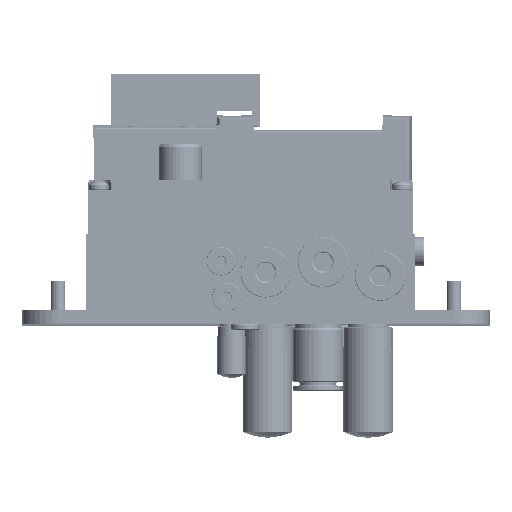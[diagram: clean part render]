
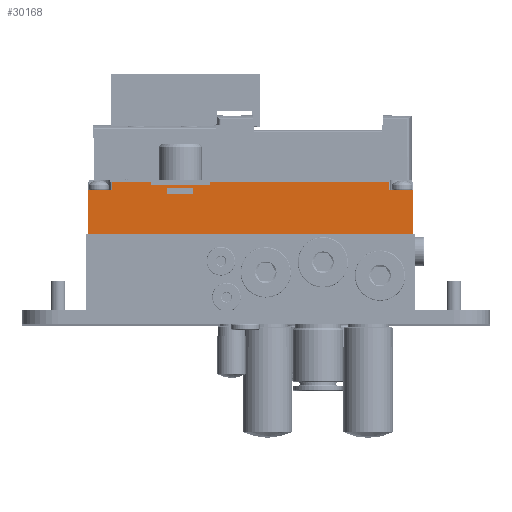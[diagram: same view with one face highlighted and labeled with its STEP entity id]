
A CAD part, top view. The second image highlights one B-rep face of the part: STEP entity #30168.
In plain terms, the highlighted planar face has unit normal (0, 0, 1).
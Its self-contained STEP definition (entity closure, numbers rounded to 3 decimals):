
#1824=FACE_BOUND('',#8029,.T.);
#5437=FACE_OUTER_BOUND('',#8028,.T.);
#8028=EDGE_LOOP('',(#25284,#25285,#25286,#25287,#25288,#25289,#25290,#25291,
#25292,#25293,#25294,#25295));
#8029=EDGE_LOOP('',(#25296,#25297,#25298,#25299));
#10457=LINE('',#49883,#12692);
#10460=LINE('',#49889,#12695);
#10466=LINE('',#49900,#12701);
#10467=LINE('',#49903,#12702);
#10468=LINE('',#49905,#12703);
#10469=LINE('',#49907,#12704);
#10470=LINE('',#49909,#12705);
#10471=LINE('',#49911,#12706);
#10472=LINE('',#49913,#12707);
#10473=LINE('',#49915,#12708);
#10474=LINE('',#49917,#12709);
#10475=LINE('',#49918,#12710);
#10476=LINE('',#49921,#12711);
#10477=LINE('',#49923,#12712);
#10478=LINE('',#49925,#12713);
#10479=LINE('',#49926,#12714);
#12692=VECTOR('',#40365,10.);
#12695=VECTOR('',#40370,10.);
#12701=VECTOR('',#40378,10.);
#12702=VECTOR('',#40381,10.);
#12703=VECTOR('',#40382,10.);
#12704=VECTOR('',#40383,10.);
#12705=VECTOR('',#40384,10.);
#12706=VECTOR('',#40385,10.);
#12707=VECTOR('',#40386,10.);
#12708=VECTOR('',#40387,10.);
#12709=VECTOR('',#40388,10.);
#12710=VECTOR('',#40389,10.);
#12711=VECTOR('',#40390,10.);
#12712=VECTOR('',#40391,10.);
#12713=VECTOR('',#40392,10.);
#12714=VECTOR('',#40393,10.);
#15316=VERTEX_POINT('',#49880);
#15317=VERTEX_POINT('',#49882);
#15318=VERTEX_POINT('',#49886);
#15322=VERTEX_POINT('',#49895);
#15324=VERTEX_POINT('',#49902);
#15325=VERTEX_POINT('',#49904);
#15326=VERTEX_POINT('',#49906);
#15327=VERTEX_POINT('',#49908);
#15328=VERTEX_POINT('',#49910);
#15329=VERTEX_POINT('',#49912);
#15330=VERTEX_POINT('',#49914);
#15331=VERTEX_POINT('',#49916);
#15332=VERTEX_POINT('',#49919);
#15333=VERTEX_POINT('',#49920);
#15334=VERTEX_POINT('',#49922);
#15335=VERTEX_POINT('',#49924);
#18840=EDGE_CURVE('',#15317,#15316,#10457,.T.);
#18843=EDGE_CURVE('',#15316,#15318,#10460,.T.);
#18849=EDGE_CURVE('',#15322,#15317,#10466,.T.);
#18850=EDGE_CURVE('',#15318,#15324,#10467,.T.);
#18851=EDGE_CURVE('',#15325,#15324,#10468,.T.);
#18852=EDGE_CURVE('',#15325,#15326,#10469,.T.);
#18853=EDGE_CURVE('',#15327,#15326,#10470,.T.);
#18854=EDGE_CURVE('',#15327,#15328,#10471,.T.);
#18855=EDGE_CURVE('',#15328,#15329,#10472,.T.);
#18856=EDGE_CURVE('',#15329,#15330,#10473,.T.);
#18857=EDGE_CURVE('',#15330,#15331,#10474,.T.);
#18858=EDGE_CURVE('',#15331,#15322,#10475,.T.);
#18859=EDGE_CURVE('',#15332,#15333,#10476,.T.);
#18860=EDGE_CURVE('',#15333,#15334,#10477,.T.);
#18861=EDGE_CURVE('',#15334,#15335,#10478,.T.);
#18862=EDGE_CURVE('',#15335,#15332,#10479,.T.);
#25284=ORIENTED_EDGE('',*,*,#18849,.T.);
#25285=ORIENTED_EDGE('',*,*,#18840,.T.);
#25286=ORIENTED_EDGE('',*,*,#18843,.T.);
#25287=ORIENTED_EDGE('',*,*,#18850,.T.);
#25288=ORIENTED_EDGE('',*,*,#18851,.F.);
#25289=ORIENTED_EDGE('',*,*,#18852,.T.);
#25290=ORIENTED_EDGE('',*,*,#18853,.F.);
#25291=ORIENTED_EDGE('',*,*,#18854,.T.);
#25292=ORIENTED_EDGE('',*,*,#18855,.T.);
#25293=ORIENTED_EDGE('',*,*,#18856,.T.);
#25294=ORIENTED_EDGE('',*,*,#18857,.T.);
#25295=ORIENTED_EDGE('',*,*,#18858,.T.);
#25296=ORIENTED_EDGE('',*,*,#18859,.T.);
#25297=ORIENTED_EDGE('',*,*,#18860,.T.);
#25298=ORIENTED_EDGE('',*,*,#18861,.T.);
#25299=ORIENTED_EDGE('',*,*,#18862,.T.);
#28594=PLANE('',#33122);
#30168=ADVANCED_FACE('',(#5437,#1824),#28594,.T.);
#33122=AXIS2_PLACEMENT_3D('',#49901,#40379,#40380);
#40365=DIRECTION('',(-1.,0.,0.));
#40370=DIRECTION('',(0.,1.,0.));
#40378=DIRECTION('',(0.,-1.,0.));
#40379=DIRECTION('center_axis',(0.,0.,1.));
#40380=DIRECTION('ref_axis',(1.,0.,0.));
#40381=DIRECTION('',(-1.,0.,0.));
#40382=DIRECTION('',(0.,1.,0.));
#40383=DIRECTION('',(-1.,0.,0.));
#40384=DIRECTION('',(0.,1.,0.));
#40385=DIRECTION('',(1.,0.,0.));
#40386=DIRECTION('',(0.,1.,0.));
#40387=DIRECTION('',(-1.,0.,0.));
#40388=DIRECTION('',(0.,1.,0.));
#40389=DIRECTION('',(-1.,0.,0.));
#40390=DIRECTION('',(0.,1.,0.));
#40391=DIRECTION('',(1.,0.,0.));
#40392=DIRECTION('',(0.,-1.,0.));
#40393=DIRECTION('',(-1.,0.,0.));
#49880=CARTESIAN_POINT('',(-27.75,13.8,20.925));
#49882=CARTESIAN_POINT('',(-11.25,13.8,20.925));
#49883=CARTESIAN_POINT('',(12.875,13.8,20.925));
#49886=CARTESIAN_POINT('',(-27.75,14.4,20.925));
#49889=CARTESIAN_POINT('',(-27.75,7.2,20.925));
#49895=CARTESIAN_POINT('',(-11.25,14.4,20.925));
#49900=CARTESIAN_POINT('',(-11.25,7.2,20.925));
#49901=CARTESIAN_POINT('Origin',(45.25,0.,20.925));
#49902=CARTESIAN_POINT('',(-38.4,14.4,20.925));
#49903=CARTESIAN_POINT('',(22.625,14.4,20.925));
#49904=CARTESIAN_POINT('',(-38.4,12.3,20.925));
#49905=CARTESIAN_POINT('',(-38.4,15.,20.925));
#49906=CARTESIAN_POINT('',(-45.25,12.3,20.925));
#49907=CARTESIAN_POINT('',(22.625,12.3,20.925));
#49908=CARTESIAN_POINT('',(-45.25,0.,20.925));
#49909=CARTESIAN_POINT('',(-45.25,0.,20.925));
#49910=CARTESIAN_POINT('',(45.25,0.,20.925));
#49911=CARTESIAN_POINT('',(-45.25,0.,20.925));
#49912=CARTESIAN_POINT('',(45.25,12.3,20.925));
#49913=CARTESIAN_POINT('',(45.25,0.,20.925));
#49914=CARTESIAN_POINT('',(38.4,12.3,20.925));
#49915=CARTESIAN_POINT('',(22.625,12.3,20.925));
#49916=CARTESIAN_POINT('',(38.4,14.4,20.925));
#49917=CARTESIAN_POINT('',(38.4,15.,20.925));
#49918=CARTESIAN_POINT('',(22.625,14.4,20.925));
#49919=CARTESIAN_POINT('',(-23.11,11.29,20.925));
#49920=CARTESIAN_POINT('',(-23.11,12.79,20.925));
#49921=CARTESIAN_POINT('',(-23.11,6.02,20.925));
#49922=CARTESIAN_POINT('',(-15.89,12.79,20.925));
#49923=CARTESIAN_POINT('',(12.875,12.79,20.925));
#49924=CARTESIAN_POINT('',(-15.89,11.29,20.925));
#49925=CARTESIAN_POINT('',(-15.89,6.02,20.925));
#49926=CARTESIAN_POINT('',(12.875,11.29,20.925));
